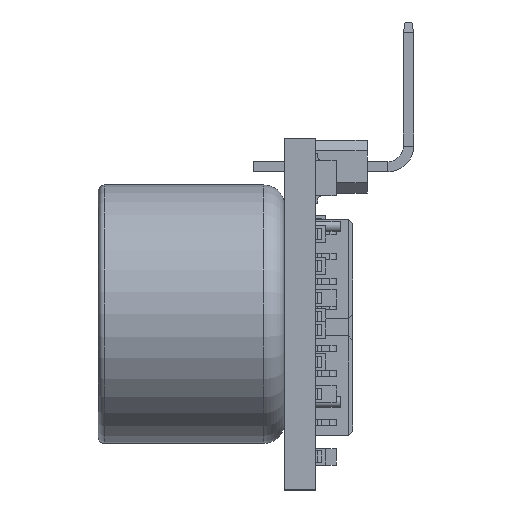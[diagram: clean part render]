
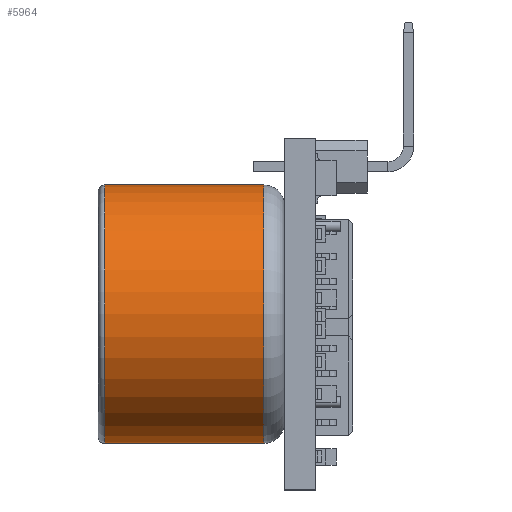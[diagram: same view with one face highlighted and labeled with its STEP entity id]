
A CAD part, left-side view. The second image highlights one B-rep face of the part: STEP entity #5964.
In plain terms, the highlighted cylindrical face has radius 6.25 mm (diameter 12.5 mm), a partial arc.
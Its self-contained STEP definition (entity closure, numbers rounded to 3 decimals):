
#1487 = DIRECTION ( 'NONE',  ( 0., -1., 0. ) ) ;
#2333 = CARTESIAN_POINT ( 'NONE',  ( -9.15, 10.5, 0. ) ) ;
#2599 = ORIENTED_EDGE ( 'NONE', *, *, #14309, .T. ) ;
#2958 = AXIS2_PLACEMENT_3D ( 'NONE', #38570, #25414, #3409 ) ;
#3409 = DIRECTION ( 'NONE',  ( 0., 0., 1. ) ) ;
#3918 = EDGE_CURVE ( 'NONE', #28188, #18995, #38148, .T. ) ;
#3937 = EDGE_LOOP ( 'NONE', ( #33351, #20426, #2599, #22400 ) ) ;
#5200 = DIRECTION ( 'NONE',  ( 0., 1., 0. ) ) ;
#5527 = VERTEX_POINT ( 'NONE', #40094 ) ;
#5964 = ADVANCED_FACE ( 'NONE', ( #35659 ), #25766, .T. ) ;
#8833 = DIRECTION ( 'NONE',  ( 0., 0., -1. ) ) ;
#10864 = AXIS2_PLACEMENT_3D ( 'NONE', #27071, #5200, #20805 ) ;
#12148 = DIRECTION ( 'NONE',  ( 0., -1., 0. ) ) ;
#12881 = CARTESIAN_POINT ( 'NONE',  ( -9.15, 10.2, 6.25 ) ) ;
#14309 = EDGE_CURVE ( 'NONE', #18995, #29587, #17051, .T. ) ;
#15301 = VECTOR ( 'NONE', #1487, 1000. ) ;
#15678 = EDGE_CURVE ( 'NONE', #28188, #5527, #23254, .T. ) ;
#17051 = LINE ( 'NONE', #40405, #40855 ) ;
#18017 = CARTESIAN_POINT ( 'NONE',  ( -9.15, 2.5, -6.25 ) ) ;
#18995 = VERTEX_POINT ( 'NONE', #36667 ) ;
#20426 = ORIENTED_EDGE ( 'NONE', *, *, #3918, .T. ) ;
#20805 = DIRECTION ( 'NONE',  ( 0., 0., 1. ) ) ;
#20888 = DIRECTION ( 'NONE',  ( 0., -1., 0. ) ) ;
#22400 = ORIENTED_EDGE ( 'NONE', *, *, #25967, .T. ) ;
#23254 = LINE ( 'NONE', #36106, #15301 ) ;
#25414 = DIRECTION ( 'NONE',  ( 0., -1., 0. ) ) ;
#25766 = CYLINDRICAL_SURFACE ( 'NONE', #36726, 6.25 ) ;
#25967 = EDGE_CURVE ( 'NONE', #29587, #5527, #33384, .T. ) ;
#27071 = CARTESIAN_POINT ( 'NONE',  ( -9.15, 2.5, 0. ) ) ;
#28188 = VERTEX_POINT ( 'NONE', #12881 ) ;
#29587 = VERTEX_POINT ( 'NONE', #18017 ) ;
#33351 = ORIENTED_EDGE ( 'NONE', *, *, #15678, .F. ) ;
#33384 = CIRCLE ( 'NONE', #10864, 6.25 ) ;
#35659 = FACE_OUTER_BOUND ( 'NONE', #3937, .T. ) ;
#36106 = CARTESIAN_POINT ( 'NONE',  ( -9.15, 10.5, 6.25 ) ) ;
#36667 = CARTESIAN_POINT ( 'NONE',  ( -9.15, 10.2, -6.25 ) ) ;
#36726 = AXIS2_PLACEMENT_3D ( 'NONE', #2333, #20888, #8833 ) ;
#38148 = CIRCLE ( 'NONE', #2958, 6.25 ) ;
#38570 = CARTESIAN_POINT ( 'NONE',  ( -9.15, 10.2, 0. ) ) ;
#40094 = CARTESIAN_POINT ( 'NONE',  ( -9.15, 2.5, 6.25 ) ) ;
#40405 = CARTESIAN_POINT ( 'NONE',  ( -9.15, 10.5, -6.25 ) ) ;
#40855 = VECTOR ( 'NONE', #12148, 1000. ) ;
